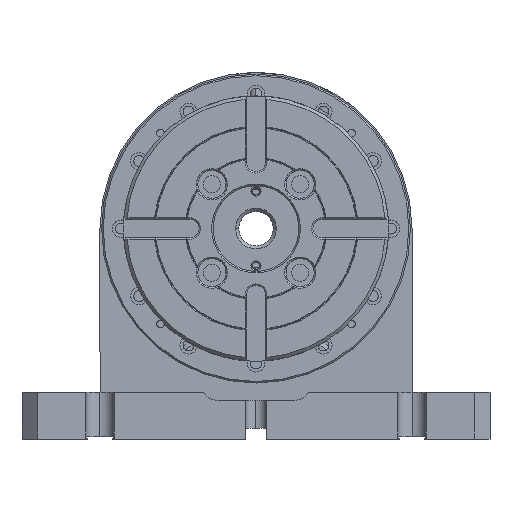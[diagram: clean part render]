
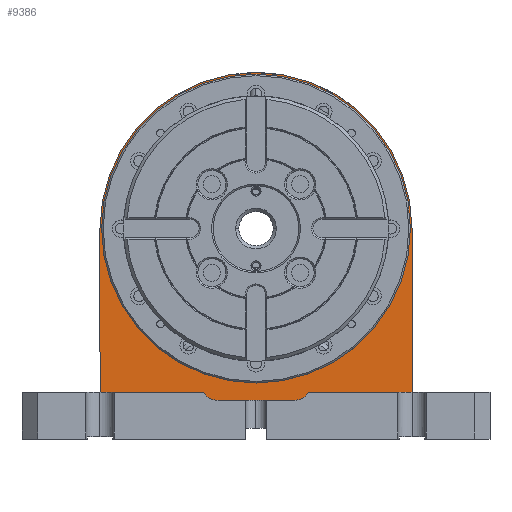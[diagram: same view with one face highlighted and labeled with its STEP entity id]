
A CAD part, top view. The second image highlights one B-rep face of the part: STEP entity #9386.
In plain terms, the highlighted planar face has unit normal (0, 0, 1).
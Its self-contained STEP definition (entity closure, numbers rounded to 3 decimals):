
#149 = CARTESIAN_POINT ( 'NONE',  ( 92.5, 0., 0. ) ) ;
#614 = VERTEX_POINT ( 'NONE', #6411 ) ;
#820 = AXIS2_PLACEMENT_3D ( 'NONE', #1905, #5988, #8366 ) ;
#1028 = LINE ( 'NONE', #2074, #3551 ) ;
#1033 = AXIS2_PLACEMENT_3D ( 'NONE', #3315, #2293, #9721 ) ;
#1273 = VERTEX_POINT ( 'NONE', #1691 ) ;
#1454 = CARTESIAN_POINT ( 'NONE',  ( -25., -100., 0. ) ) ;
#1626 = LINE ( 'NONE', #5997, #6827 ) ;
#1634 = CARTESIAN_POINT ( 'NONE',  ( -92.5, 0., 0. ) ) ;
#1691 = CARTESIAN_POINT ( 'NONE',  ( 25., -110., 0. ) ) ;
#1897 = VECTOR ( 'NONE', #7817, 1000. ) ;
#1905 = CARTESIAN_POINT ( 'NONE',  ( 0., 0., 0. ) ) ;
#2074 = CARTESIAN_POINT ( 'NONE',  ( -25., -110., 0. ) ) ;
#2223 = EDGE_CURVE ( 'NONE', #1273, #614, #1028, .T. ) ;
#2245 = EDGE_LOOP ( 'NONE', ( #2724, #10000 ) ) ;
#2293 = DIRECTION ( 'NONE',  ( 0., 0., 1. ) ) ;
#2661 = EDGE_CURVE ( 'NONE', #3698, #12809, #1626, .T. ) ;
#2724 = ORIENTED_EDGE ( 'NONE', *, *, #8864, .F. ) ;
#2785 = CIRCLE ( 'NONE', #7815, 10. ) ;
#2934 = DIRECTION ( 'NONE',  ( 1., 0., 0. ) ) ;
#2986 = CIRCLE ( 'NONE', #11258, 92.5 ) ;
#3064 = ORIENTED_EDGE ( 'NONE', *, *, #8746, .T. ) ;
#3315 = CARTESIAN_POINT ( 'NONE',  ( 0., 0., 0. ) ) ;
#3551 = VECTOR ( 'NONE', #5570, 1000. ) ;
#3626 = CIRCLE ( 'NONE', #12999, 100. ) ;
#3698 = VERTEX_POINT ( 'NONE', #5560 ) ;
#3865 = LINE ( 'NONE', #5629, #3962 ) ;
#3962 = VECTOR ( 'NONE', #11021, 1000. ) ;
#4014 = ORIENTED_EDGE ( 'NONE', *, *, #2661, .T. ) ;
#4053 = CARTESIAN_POINT ( 'NONE',  ( -100., -105., 0. ) ) ;
#4370 = VERTEX_POINT ( 'NONE', #1634 ) ;
#4590 = DIRECTION ( 'NONE',  ( 0., 0., -1. ) ) ;
#4765 = ORIENTED_EDGE ( 'NONE', *, *, #7226, .T. ) ;
#4884 = CARTESIAN_POINT ( 'NONE',  ( 0., 0., 0. ) ) ;
#5560 = CARTESIAN_POINT ( 'NONE',  ( 33.66, -105., 0. ) ) ;
#5570 = DIRECTION ( 'NONE',  ( -1., 0., 0. ) ) ;
#5629 = CARTESIAN_POINT ( 'NONE',  ( -100., -105., 0. ) ) ;
#5669 = EDGE_CURVE ( 'NONE', #4370, #9117, #12595, .T. ) ;
#5801 = VECTOR ( 'NONE', #12448, 1000. ) ;
#5855 = VERTEX_POINT ( 'NONE', #7413 ) ;
#5859 = ORIENTED_EDGE ( 'NONE', *, *, #8889, .T. ) ;
#5988 = DIRECTION ( 'NONE',  ( 0., 0., 1. ) ) ;
#5997 = CARTESIAN_POINT ( 'NONE',  ( -100., -105., 0. ) ) ;
#6078 = CARTESIAN_POINT ( 'NONE',  ( 100., -105., 0. ) ) ;
#6365 = EDGE_CURVE ( 'NONE', #614, #8857, #2785, .T. ) ;
#6411 = CARTESIAN_POINT ( 'NONE',  ( -25., -110., 0. ) ) ;
#6827 = VECTOR ( 'NONE', #2934, 1000. ) ;
#7226 = EDGE_CURVE ( 'NONE', #12417, #8857, #3865, .T. ) ;
#7413 = CARTESIAN_POINT ( 'NONE',  ( -100., 0., 0. ) ) ;
#7660 = DIRECTION ( 'NONE',  ( 1., 0., 0. ) ) ;
#7753 = LINE ( 'NONE', #11856, #1897 ) ;
#7815 = AXIS2_PLACEMENT_3D ( 'NONE', #1454, #4590, #7660 ) ;
#7817 = DIRECTION ( 'NONE',  ( 0., 1., 0. ) ) ;
#7964 = DIRECTION ( 'NONE',  ( 0., 0., 1. ) ) ;
#8138 = EDGE_CURVE ( 'NONE', #3698, #1273, #10001, .T. ) ;
#8212 = LINE ( 'NONE', #13418, #5801 ) ;
#8278 = DIRECTION ( 'NONE',  ( 1., 0., 0. ) ) ;
#8366 = DIRECTION ( 'NONE',  ( 1., 0., 0. ) ) ;
#8437 = EDGE_LOOP ( 'NONE', ( #4765, #13028, #10860, #11268, #4014, #3064, #12155, #5859 ) ) ;
#8746 = EDGE_CURVE ( 'NONE', #12809, #9012, #7753, .T. ) ;
#8839 = CARTESIAN_POINT ( 'NONE',  ( -33.66, -105., 0. ) ) ;
#8857 = VERTEX_POINT ( 'NONE', #8839 ) ;
#8864 = EDGE_CURVE ( 'NONE', #9117, #4370, #2986, .T. ) ;
#8878 = EDGE_CURVE ( 'NONE', #9012, #5855, #3626, .T. ) ;
#8889 = EDGE_CURVE ( 'NONE', #5855, #12417, #8212, .T. ) ;
#9012 = VERTEX_POINT ( 'NONE', #10002 ) ;
#9117 = VERTEX_POINT ( 'NONE', #149 ) ;
#9362 = DIRECTION ( 'NONE',  ( 1., 0., 0. ) ) ;
#9386 = ADVANCED_FACE ( 'NONE', ( #12793, #12664 ), #11577, .T. ) ;
#9721 = DIRECTION ( 'NONE',  ( 1., 0., 0. ) ) ;
#10000 = ORIENTED_EDGE ( 'NONE', *, *, #5669, .F. ) ;
#10001 = CIRCLE ( 'NONE', #13052, 10. ) ;
#10002 = CARTESIAN_POINT ( 'NONE',  ( 100., 0., 0. ) ) ;
#10757 = DIRECTION ( 'NONE',  ( 0., 0., 1. ) ) ;
#10785 = DIRECTION ( 'NONE',  ( 0., 0., -1. ) ) ;
#10852 = DIRECTION ( 'NONE',  ( 1., 0., 0. ) ) ;
#10860 = ORIENTED_EDGE ( 'NONE', *, *, #2223, .F. ) ;
#10985 = CARTESIAN_POINT ( 'NONE',  ( 25., -100., 0. ) ) ;
#11021 = DIRECTION ( 'NONE',  ( 1., 0., 0. ) ) ;
#11258 = AXIS2_PLACEMENT_3D ( 'NONE', #12804, #10757, #9362 ) ;
#11268 = ORIENTED_EDGE ( 'NONE', *, *, #8138, .F. ) ;
#11577 = PLANE ( 'NONE',  #1033 ) ;
#11856 = CARTESIAN_POINT ( 'NONE',  ( 100., -105., 0. ) ) ;
#12155 = ORIENTED_EDGE ( 'NONE', *, *, #8878, .T. ) ;
#12417 = VERTEX_POINT ( 'NONE', #4053 ) ;
#12448 = DIRECTION ( 'NONE',  ( 0., -1., 0. ) ) ;
#12595 = CIRCLE ( 'NONE', #820, 92.5 ) ;
#12664 = FACE_BOUND ( 'NONE', #2245, .T. ) ;
#12793 = FACE_OUTER_BOUND ( 'NONE', #8437, .T. ) ;
#12804 = CARTESIAN_POINT ( 'NONE',  ( 0., 0., 0. ) ) ;
#12809 = VERTEX_POINT ( 'NONE', #6078 ) ;
#12999 = AXIS2_PLACEMENT_3D ( 'NONE', #4884, #7964, #8278 ) ;
#13028 = ORIENTED_EDGE ( 'NONE', *, *, #6365, .F. ) ;
#13052 = AXIS2_PLACEMENT_3D ( 'NONE', #10985, #10785, #10852 ) ;
#13418 = CARTESIAN_POINT ( 'NONE',  ( -100., 0., 0. ) ) ;
